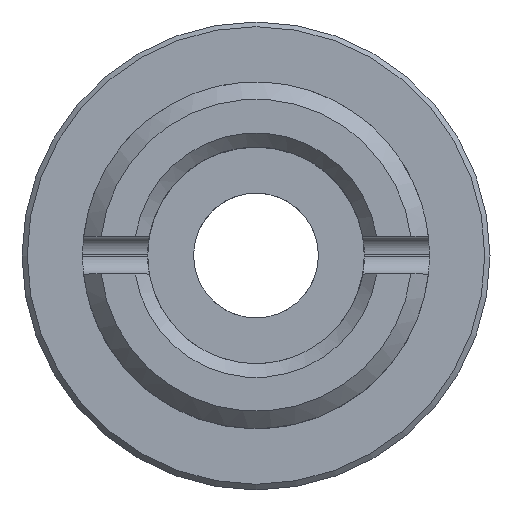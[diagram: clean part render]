
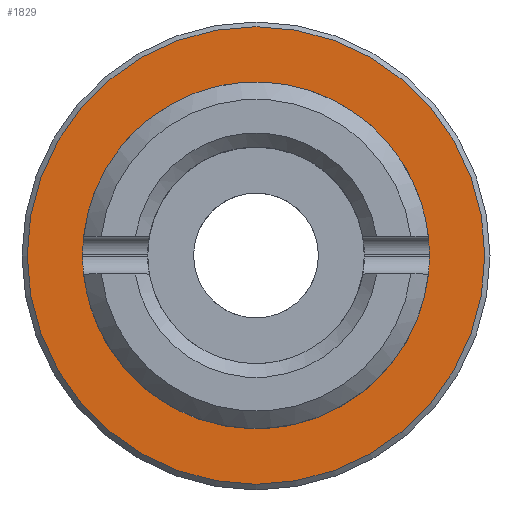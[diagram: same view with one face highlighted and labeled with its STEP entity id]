
A CAD part, top view. The second image highlights one B-rep face of the part: STEP entity #1829.
In plain terms, the highlighted planar face has unit normal (0, 0, 1).
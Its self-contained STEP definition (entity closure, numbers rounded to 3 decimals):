
#79=FACE_BOUND('',#305,.T.);
#103=PLANE('',#2009);
#203=FACE_OUTER_BOUND('',#304,.T.);
#304=EDGE_LOOP('',(#1492));
#305=EDGE_LOOP('',(#1493));
#677=CIRCLE('',#1899,6.6);
#720=CIRCLE('',#1996,5.);
#754=VERTEX_POINT('',#2684);
#895=VERTEX_POINT('',#3278);
#949=EDGE_CURVE('',#754,#754,#677,.T.);
#1106=EDGE_CURVE('',#895,#895,#720,.T.);
#1492=ORIENTED_EDGE('',*,*,#949,.T.);
#1493=ORIENTED_EDGE('',*,*,#1106,.T.);
#1829=ADVANCED_FACE('',(#203,#79),#103,.T.);
#1899=AXIS2_PLACEMENT_3D('',#2686,#2128,#2129);
#1996=AXIS2_PLACEMENT_3D('',#3280,#2374,#2375);
#2009=AXIS2_PLACEMENT_3D('',#3377,#2416,#2417);
#2128=DIRECTION('center_axis',(0.,0.,1.));
#2129=DIRECTION('ref_axis',(1.,0.,0.));
#2374=DIRECTION('center_axis',(0.,0.,-1.));
#2375=DIRECTION('ref_axis',(0.,-1.,0.));
#2416=DIRECTION('center_axis',(0.,0.,1.));
#2417=DIRECTION('ref_axis',(1.,0.,0.));
#2684=CARTESIAN_POINT('',(20.694,62.633,122.75));
#2686=CARTESIAN_POINT('Origin',(27.294,62.633,122.75));
#3278=CARTESIAN_POINT('',(32.294,62.633,122.75));
#3280=CARTESIAN_POINT('Origin',(27.294,62.633,122.75));
#3377=CARTESIAN_POINT('Origin',(27.294,62.633,122.75));
